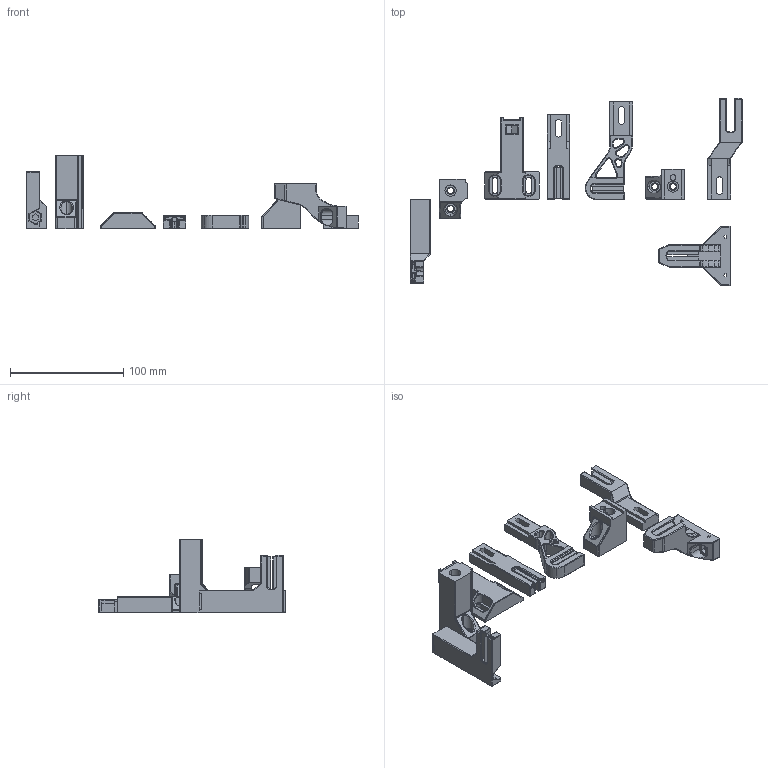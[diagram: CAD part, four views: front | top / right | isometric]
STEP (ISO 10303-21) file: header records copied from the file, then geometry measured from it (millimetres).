
FILE_DESCRIPTION(('STEP AP214'),'1');
FILE_NAME('voron_all-parts.stp','2022-03-06T14:55:52',(' '),(' '),'Spatial InterOp 3D',' ',' ');
FILE_SCHEMA(('automotive_design'));
Length unit declared in the file: inch
Products named in the file (31): 1; 2; 3; 4; 5; 6; 7; 8; 9; 10; 11; 12; 13; 14; 15; 16; 17; 18; 19; 20; 21; 22; 23; 24; 25; 26; 27; 28; 29; 30; 31
Bounding box: 293.6 x 165.47 x 65.06 mm (x, y, z)
Volume: 160708.6 mm3; surface area: 75406.7 mm2
Topology: 31 solids, 31 shells, 1591 faces, 4133 edges, 2578 vertices
Faces by surface type: plane 852, cylinder 448, cone 204, bspline 37, sphere 34, torus 16
Entity records: 66887 total; most frequent: CARTESIAN_POINT 14418, ORIENTED_EDGE 8214, DIRECTION 8185, EDGE_CURVE 4107, AXIS2_PLACEMENT_3D 2740, LINE 2705, VECTOR 2705, VERTEX_POINT 2578
